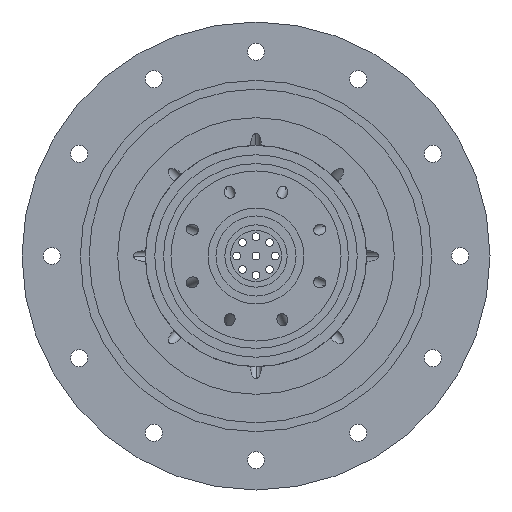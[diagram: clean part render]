
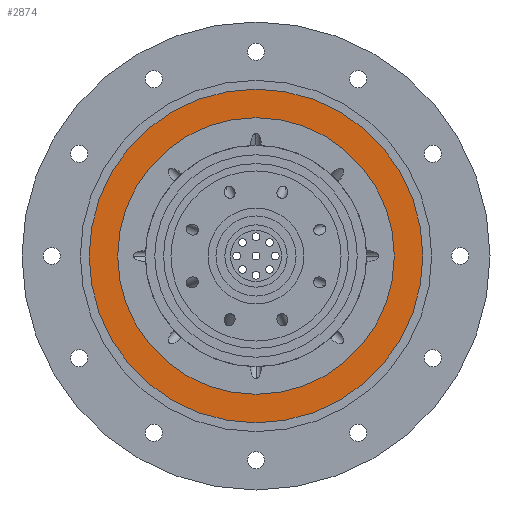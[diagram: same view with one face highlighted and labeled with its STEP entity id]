
A CAD part, front view. The second image highlights one B-rep face of the part: STEP entity #2874.
In plain terms, the highlighted planar face has unit normal (0, -1, 0).
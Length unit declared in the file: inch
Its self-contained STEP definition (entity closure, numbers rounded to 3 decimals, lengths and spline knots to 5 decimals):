
#287 = VERTEX_POINT ( 'NONE', #2167 ) ;
#350 = AXIS2_PLACEMENT_3D ( 'NONE', #1044, #1901, #3539 ) ;
#630 = CARTESIAN_POINT ( 'NONE',  ( 0., 0., -1.625 ) ) ;
#766 = DIRECTION ( 'NONE',  ( 0., -1., 0. ) ) ;
#857 = FACE_BOUND ( 'NONE', #2364, .T. ) ;
#943 = AXIS2_PLACEMENT_3D ( 'NONE', #4841, #3247, #1893 ) ;
#1044 = CARTESIAN_POINT ( 'NONE',  ( 0., 0., 0. ) ) ;
#1058 = ORIENTED_EDGE ( 'NONE', *, *, #2936, .F. ) ;
#1142 = CARTESIAN_POINT ( 'NONE',  ( 0., 0., 1.625 ) ) ;
#1229 = CARTESIAN_POINT ( 'NONE',  ( 0., 0., 0. ) ) ;
#1379 = CIRCLE ( 'NONE', #2667, 1.625 ) ;
#1634 = AXIS2_PLACEMENT_3D ( 'NONE', #2000, #766, #1971 ) ;
#1893 = DIRECTION ( 'NONE',  ( 0., 0., 1. ) ) ;
#1901 = DIRECTION ( 'NONE',  ( 0., -1., 0. ) ) ;
#1971 = DIRECTION ( 'NONE',  ( 0., 0., -1. ) ) ;
#2000 = CARTESIAN_POINT ( 'NONE',  ( 0., 0., 0. ) ) ;
#2167 = CARTESIAN_POINT ( 'NONE',  ( 0., 0., -1.9605 ) ) ;
#2364 = EDGE_LOOP ( 'NONE', ( #5011, #1058 ) ) ;
#2452 = VERTEX_POINT ( 'NONE', #1142 ) ;
#2498 = CIRCLE ( 'NONE', #350, 1.9605 ) ;
#2501 = FACE_OUTER_BOUND ( 'NONE', #2822, .T. ) ;
#2667 = AXIS2_PLACEMENT_3D ( 'NONE', #1229, #3699, #4482 ) ;
#2798 = CARTESIAN_POINT ( 'NONE',  ( 0., 0., 0. ) ) ;
#2822 = EDGE_LOOP ( 'NONE', ( #4964, #3422 ) ) ;
#2845 = VERTEX_POINT ( 'NONE', #630 ) ;
#2874 = ADVANCED_FACE ( 'NONE', ( #857, #2501 ), #3276, .F. ) ;
#2936 = EDGE_CURVE ( 'NONE', #2452, #2845, #1379, .T. ) ;
#3065 = CIRCLE ( 'NONE', #4000, 1.625 ) ;
#3152 = VERTEX_POINT ( 'NONE', #3242 ) ;
#3242 = CARTESIAN_POINT ( 'NONE',  ( 0., 0., 1.9605 ) ) ;
#3247 = DIRECTION ( 'NONE',  ( 0., 1., 0. ) ) ;
#3276 = PLANE ( 'NONE',  #943 ) ;
#3422 = ORIENTED_EDGE ( 'NONE', *, *, #3529, .T. ) ;
#3525 = CIRCLE ( 'NONE', #1634, 1.9605 ) ;
#3529 = EDGE_CURVE ( 'NONE', #3152, #287, #2498, .T. ) ;
#3539 = DIRECTION ( 'NONE',  ( 0., 0., -1. ) ) ;
#3593 = EDGE_CURVE ( 'NONE', #287, #3152, #3525, .T. ) ;
#3699 = DIRECTION ( 'NONE',  ( 0., -1., 0. ) ) ;
#4000 = AXIS2_PLACEMENT_3D ( 'NONE', #2798, #4818, #4107 ) ;
#4107 = DIRECTION ( 'NONE',  ( 0., 0., -1. ) ) ;
#4264 = EDGE_CURVE ( 'NONE', #2845, #2452, #3065, .T. ) ;
#4482 = DIRECTION ( 'NONE',  ( 0., 0., -1. ) ) ;
#4818 = DIRECTION ( 'NONE',  ( 0., -1., 0. ) ) ;
#4841 = CARTESIAN_POINT ( 'NONE',  ( 0., 0., 0. ) ) ;
#4964 = ORIENTED_EDGE ( 'NONE', *, *, #3593, .T. ) ;
#5011 = ORIENTED_EDGE ( 'NONE', *, *, #4264, .F. ) ;
